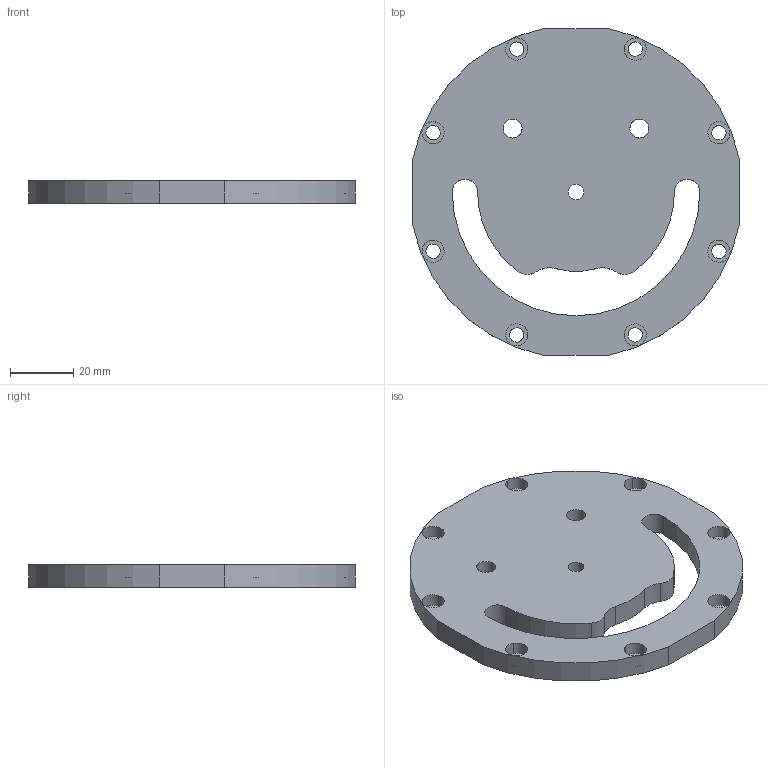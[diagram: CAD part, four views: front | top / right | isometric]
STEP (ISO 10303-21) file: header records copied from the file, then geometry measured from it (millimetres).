
FILE_DESCRIPTION(('CATIA V5 STEP Exchange'),'2;1');
FILE_NAME('plaque rotation tete.stp','2016-12-09T14:29:24+00:00',('none'),('none'),'CATIA Version 5 Release 21 GA (IN-10)','CATIA V5 STEP AP203','none');
FILE_SCHEMA(('CONFIG_CONTROL_DESIGN'));
Length unit declared in the file: millimetre
Products named in the file (1): plaque rotation tête
Bounding box: 103 x 103 x 7 mm (x, y, z)
Volume: 50263.3 mm3; surface area: 20019 mm2
Topology: 1 solids, 1 shells, 71 faces, 179 edges, 118 vertices
Faces by surface type: cylinder 52, plane 15, cone 4
Entity records: 2392 total; most frequent: CARTESIAN_POINT 694, ORIENTED_EDGE 358, DIRECTION 269, EDGE_CURVE 179, AXIS2_PLACEMENT_3D 139, VERTEX_POINT 118, EDGE_LOOP 103, CIRCLE 78
